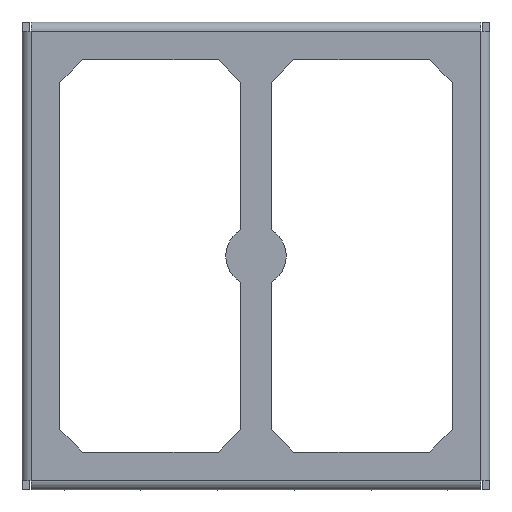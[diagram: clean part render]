
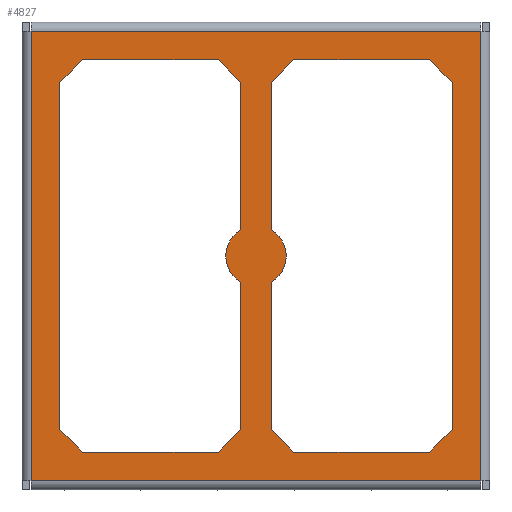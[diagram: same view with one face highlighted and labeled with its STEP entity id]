
A CAD part, top view. The second image highlights one B-rep face of the part: STEP entity #4827.
In plain terms, the highlighted planar face has unit normal (0, 0, 1).
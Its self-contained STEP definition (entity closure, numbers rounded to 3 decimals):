
#98=CIRCLE('',#4974,2.);
#102=CIRCLE('',#4987,2.);
#1594=ORIENTED_EDGE('',*,*,#2287,.F.);
#1595=ORIENTED_EDGE('',*,*,#2190,.T.);
#1596=ORIENTED_EDGE('',*,*,#1854,.F.);
#1597=ORIENTED_EDGE('',*,*,#2436,.T.);
#1598=ORIENTED_EDGE('',*,*,#2554,.F.);
#1599=ORIENTED_EDGE('',*,*,#2437,.T.);
#1600=ORIENTED_EDGE('',*,*,#2431,.F.);
#1601=ORIENTED_EDGE('',*,*,#2041,.F.);
#1602=ORIENTED_EDGE('',*,*,#2306,.F.);
#1603=ORIENTED_EDGE('',*,*,#2307,.T.);
#1604=ORIENTED_EDGE('',*,*,#2045,.F.);
#1605=ORIENTED_EDGE('',*,*,#2047,.T.);
#1606=ORIENTED_EDGE('',*,*,#2181,.F.);
#1607=ORIENTED_EDGE('',*,*,#2403,.T.);
#1608=ORIENTED_EDGE('',*,*,#2357,.F.);
#1609=ORIENTED_EDGE('',*,*,#2407,.T.);
#1610=ORIENTED_EDGE('',*,*,#2182,.F.);
#1611=ORIENTED_EDGE('',*,*,#2404,.T.);
#1612=ORIENTED_EDGE('',*,*,#2352,.F.);
#1613=ORIENTED_EDGE('',*,*,#2064,.F.);
#1614=ORIENTED_EDGE('',*,*,#1911,.T.);
#1615=ORIENTED_EDGE('',*,*,#2138,.T.);
#1616=ORIENTED_EDGE('',*,*,#2551,.T.);
#1617=ORIENTED_EDGE('',*,*,#2555,.T.);
#1854=EDGE_CURVE('',#2574,#2575,#3046,.T.);
#1911=EDGE_CURVE('',#2627,#2626,#3086,.T.);
#2041=EDGE_CURVE('',#2734,#2735,#98,.T.);
#2045=EDGE_CURVE('',#2738,#2739,#3162,.T.);
#2047=EDGE_CURVE('',#2738,#2740,#3164,.T.);
#2064=EDGE_CURVE('',#2739,#2749,#102,.T.);
#2138=EDGE_CURVE('',#2626,#2675,#3221,.T.);
#2181=EDGE_CURVE('',#2837,#2740,#3242,.T.);
#2182=EDGE_CURVE('',#2838,#2839,#3243,.T.);
#2190=EDGE_CURVE('',#2845,#2575,#3249,.T.);
#2287=EDGE_CURVE('',#2845,#2902,#3314,.T.);
#2306=EDGE_CURVE('',#2912,#2734,#3328,.T.);
#2307=EDGE_CURVE('',#2912,#2902,#3329,.T.);
#2352=EDGE_CURVE('',#2749,#2934,#3356,.T.);
#2357=EDGE_CURVE('',#2938,#2939,#3361,.T.);
#2403=EDGE_CURVE('',#2837,#2939,#3390,.T.);
#2404=EDGE_CURVE('',#2838,#2934,#3391,.T.);
#2407=EDGE_CURVE('',#2938,#2839,#3394,.T.);
#2431=EDGE_CURVE('',#2735,#2970,#3411,.T.);
#2436=EDGE_CURVE('',#2574,#2973,#3416,.T.);
#2437=EDGE_CURVE('',#2974,#2970,#3417,.T.);
#2551=EDGE_CURVE('',#2675,#3038,#3486,.T.);
#2554=EDGE_CURVE('',#2974,#2973,#3488,.T.);
#2555=EDGE_CURVE('',#3038,#2627,#3489,.T.);
#2574=VERTEX_POINT('',#6857);
#2575=VERTEX_POINT('',#6858);
#2626=VERTEX_POINT('',#6980);
#2627=VERTEX_POINT('',#6982);
#2675=VERTEX_POINT('',#7106);
#2734=VERTEX_POINT('',#7243);
#2735=VERTEX_POINT('',#7245);
#2738=VERTEX_POINT('',#7252);
#2739=VERTEX_POINT('',#7254);
#2740=VERTEX_POINT('',#7258);
#2749=VERTEX_POINT('',#7291);
#2837=VERTEX_POINT('',#7522);
#2838=VERTEX_POINT('',#7526);
#2839=VERTEX_POINT('',#7527);
#2845=VERTEX_POINT('',#7543);
#2902=VERTEX_POINT('',#7736);
#2912=VERTEX_POINT('',#7773);
#2934=VERTEX_POINT('',#7864);
#2938=VERTEX_POINT('',#7873);
#2939=VERTEX_POINT('',#7875);
#2970=VERTEX_POINT('',#8017);
#2973=VERTEX_POINT('',#8025);
#2974=VERTEX_POINT('',#8029);
#3038=VERTEX_POINT('',#8246);
#3046=LINE('',#6856,#3506);
#3086=LINE('',#6981,#3546);
#3162=LINE('',#7253,#3622);
#3164=LINE('',#7257,#3624);
#3221=LINE('',#7443,#3681);
#3242=LINE('',#7523,#3702);
#3243=LINE('',#7525,#3703);
#3249=LINE('',#7542,#3709);
#3314=LINE('',#7735,#3774);
#3328=LINE('',#7774,#3788);
#3329=LINE('',#7776,#3789);
#3356=LINE('',#7863,#3816);
#3361=LINE('',#7874,#3821);
#3390=LINE('',#7962,#3850);
#3391=LINE('',#7964,#3851);
#3394=LINE('',#7968,#3854);
#3411=LINE('',#8016,#3871);
#3416=LINE('',#8026,#3876);
#3417=LINE('',#8028,#3877);
#3486=LINE('',#8250,#3946);
#3488=LINE('',#8255,#3948);
#3489=LINE('',#8256,#3949);
#3506=VECTOR('',#5374,1000.);
#3546=VECTOR('',#5478,1000.);
#3622=VECTOR('',#5722,1000.);
#3624=VECTOR('',#5726,1000.);
#3681=VECTOR('',#5913,1000.);
#3702=VECTOR('',#5984,1000.);
#3703=VECTOR('',#5987,1000.);
#3709=VECTOR('',#6001,1000.);
#3774=VECTOR('',#6208,1000.);
#3788=VECTOR('',#6250,1000.);
#3789=VECTOR('',#6253,1000.);
#3816=VECTOR('',#6358,1000.);
#3821=VECTOR('',#6365,1000.);
#3850=VECTOR('',#6470,1000.);
#3851=VECTOR('',#6473,1000.);
#3854=VECTOR('',#6478,1000.);
#3871=VECTOR('',#6537,1000.);
#3876=VECTOR('',#6544,1000.);
#3877=VECTOR('',#6547,1000.);
#3946=VECTOR('',#6792,1000.);
#3948=VECTOR('',#6798,1000.);
#3949=VECTOR('',#6799,1000.);
#4199=EDGE_LOOP('',(#1594,#1595,#1596,#1597,#1598,#1599,#1600,#1601,#1602,
#1603));
#4200=EDGE_LOOP('',(#1604,#1605,#1606,#1607,#1608,#1609,#1610,#1611,#1612,
#1613));
#4201=EDGE_LOOP('',(#1614,#1615,#1616,#1617));
#4453=FACE_BOUND('',#4199,.T.);
#4454=FACE_BOUND('',#4200,.T.);
#4455=FACE_BOUND('',#4201,.T.);
#4580=PLANE('',#5350);
#4827=ADVANCED_FACE('',(#4453,#4454,#4455),#4580,.T.);
#4974=AXIS2_PLACEMENT_3D('',#7244,#5715,#5716);
#4987=AXIS2_PLACEMENT_3D('',#7290,#5760,#5761);
#5350=AXIS2_PLACEMENT_3D('',#8254,#6796,#6797);
#5374=DIRECTION('',(0.,-1.,0.));
#5478=DIRECTION('',(0.,-1.,0.));
#5715=DIRECTION('',(0.,0.,-1.));
#5716=DIRECTION('',(1.,0.,0.));
#5722=DIRECTION('',(0.,-1.,0.));
#5726=DIRECTION('',(0.707,0.707,0.));
#5760=DIRECTION('',(0.,0.,-1.));
#5761=DIRECTION('',(1.,0.,0.));
#5913=DIRECTION('',(1.,0.,0.));
#5984=DIRECTION('',(-1.,0.,0.));
#5987=DIRECTION('',(1.,0.,0.));
#6001=DIRECTION('',(-0.707,0.707,0.));
#6208=DIRECTION('',(1.,0.,0.));
#6250=DIRECTION('',(0.,1.,0.));
#6253=DIRECTION('',(-0.707,-0.707,0.));
#6358=DIRECTION('',(0.,-1.,0.));
#6365=DIRECTION('',(0.,1.,0.));
#6470=DIRECTION('',(0.707,-0.707,0.));
#6473=DIRECTION('',(-0.707,0.707,0.));
#6478=DIRECTION('',(-0.707,-0.707,0.));
#6537=DIRECTION('',(0.,1.,0.));
#6544=DIRECTION('',(0.707,0.707,0.));
#6547=DIRECTION('',(0.707,-0.707,0.));
#6792=DIRECTION('',(0.,1.,0.));
#6796=DIRECTION('',(0.,0.,1.));
#6797=DIRECTION('',(1.,0.,0.));
#6798=DIRECTION('',(-1.,0.,0.));
#6799=DIRECTION('',(-1.,0.,0.));
#6856=CARTESIAN_POINT('',(1.9,22.9,0.));
#6857=CARTESIAN_POINT('',(1.9,26.4,0.));
#6858=CARTESIAN_POINT('',(1.9,3.4,0.));
#6980=CARTESIAN_POINT('',(0.,0.,0.));
#6981=CARTESIAN_POINT('',(0.,15.,0.));
#6982=CARTESIAN_POINT('',(0.,29.8,0.));
#7106=CARTESIAN_POINT('',(29.8,0.,0.));
#7243=CARTESIAN_POINT('',(13.9,13.168,0.));
#7244=CARTESIAN_POINT('',(14.9,14.9,0.));
#7245=CARTESIAN_POINT('',(13.9,16.632,0.));
#7252=CARTESIAN_POINT('',(15.9,26.4,0.));
#7253=CARTESIAN_POINT('',(15.9,17.191,0.));
#7254=CARTESIAN_POINT('',(15.9,16.632,0.));
#7257=CARTESIAN_POINT('',(17.4,27.9,0.));
#7258=CARTESIAN_POINT('',(17.4,27.9,0.));
#7290=CARTESIAN_POINT('',(14.9,14.9,0.));
#7291=CARTESIAN_POINT('',(15.9,13.168,0.));
#7443=CARTESIAN_POINT('',(24.8,0.,0.));
#7522=CARTESIAN_POINT('',(26.4,27.9,0.));
#7523=CARTESIAN_POINT('',(17.9,27.9,0.));
#7525=CARTESIAN_POINT('',(11.9,1.9,0.));
#7526=CARTESIAN_POINT('',(17.4,1.9,0.));
#7527=CARTESIAN_POINT('',(26.4,1.9,0.));
#7542=CARTESIAN_POINT('',(3.4,1.9,0.));
#7543=CARTESIAN_POINT('',(3.4,1.9,0.));
#7735=CARTESIAN_POINT('',(11.9,1.9,0.));
#7736=CARTESIAN_POINT('',(12.4,1.9,0.));
#7773=CARTESIAN_POINT('',(13.9,3.4,0.));
#7774=CARTESIAN_POINT('',(13.9,12.609,0.));
#7776=CARTESIAN_POINT('',(12.4,1.9,0.));
#7863=CARTESIAN_POINT('',(15.9,1.9,0.));
#7864=CARTESIAN_POINT('',(15.9,3.4,0.));
#7873=CARTESIAN_POINT('',(27.9,3.4,0.));
#7874=CARTESIAN_POINT('',(27.9,16.9,0.));
#7875=CARTESIAN_POINT('',(27.9,26.4,0.));
#7962=CARTESIAN_POINT('',(26.4,27.9,0.));
#7964=CARTESIAN_POINT('',(15.9,3.4,0.));
#7968=CARTESIAN_POINT('',(27.9,3.4,0.));
#8016=CARTESIAN_POINT('',(13.9,27.9,0.));
#8017=CARTESIAN_POINT('',(13.9,26.4,0.));
#8025=CARTESIAN_POINT('',(3.4,27.9,0.));
#8026=CARTESIAN_POINT('',(1.9,26.4,0.));
#8028=CARTESIAN_POINT('',(13.9,26.4,0.));
#8029=CARTESIAN_POINT('',(12.4,27.9,0.));
#8246=CARTESIAN_POINT('',(29.8,29.8,0.));
#8250=CARTESIAN_POINT('',(29.8,24.8,0.));
#8254=CARTESIAN_POINT('',(4.4,14.4,0.));
#8255=CARTESIAN_POINT('',(17.9,27.9,0.));
#8256=CARTESIAN_POINT('',(5.,29.8,0.));
